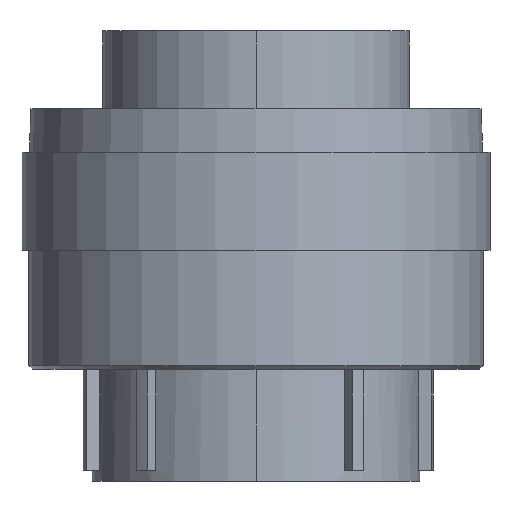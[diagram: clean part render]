
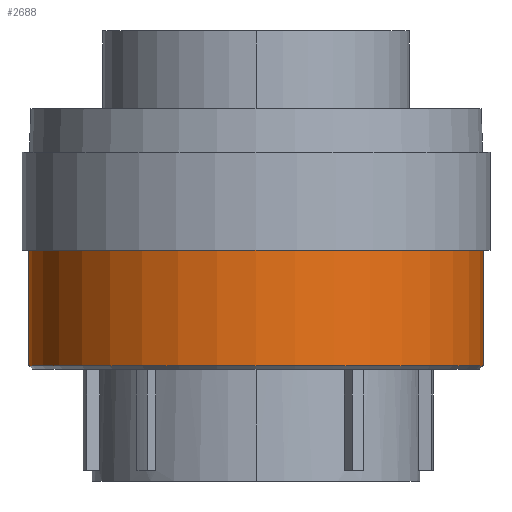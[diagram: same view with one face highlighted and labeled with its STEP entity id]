
A CAD part, front view. The second image highlights one B-rep face of the part: STEP entity #2688.
In plain terms, the highlighted cylindrical face has radius 16.65 mm (diameter 33.3 mm), a partial arc.
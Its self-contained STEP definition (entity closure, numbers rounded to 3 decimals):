
#365=CARTESIAN_POINT('',(0.,0.,-7.04));
#366=DIRECTION('',(0.,0.,-1.));
#367=DIRECTION('',(1.,0.,0.));
#368=AXIS2_PLACEMENT_3D('',#365,#366,#367);
#370=DIRECTION('',(0.,0.,-1.));
#371=VECTOR('',#370,8.45);
#372=CARTESIAN_POINT('',(-16.65,0.,1.41));
#373=LINE('',#372,#371);
#374=CARTESIAN_POINT('',(0.,0.,1.41));
#375=DIRECTION('',(0.,0.,-1.));
#376=DIRECTION('',(1.,0.,0.));
#377=AXIS2_PLACEMENT_3D('',#374,#375,#376);
#379=DIRECTION('',(0.,0.,-1.));
#380=VECTOR('',#379,8.45);
#381=CARTESIAN_POINT('',(16.65,0.,1.41));
#382=LINE('',#381,#380);
#2029=CARTESIAN_POINT('',(16.65,0.,1.41));
#2030=CARTESIAN_POINT('',(-16.65,0.,1.41));
#2031=VERTEX_POINT('',#2029);
#2032=VERTEX_POINT('',#2030);
#2037=CARTESIAN_POINT('',(16.65,0.,-7.04));
#2038=CARTESIAN_POINT('',(-16.65,0.,-7.04));
#2039=VERTEX_POINT('',#2037);
#2040=VERTEX_POINT('',#2038);
#2677=CARTESIAN_POINT('',(0.,0.,-8.245));
#2678=DIRECTION('',(0.,0.,1.));
#2679=DIRECTION('',(-1.,0.,0.));
#2680=AXIS2_PLACEMENT_3D('',#2677,#2678,#2679);
#2681=CYLINDRICAL_SURFACE('',#2680,16.65);
#2682=ORIENTED_EDGE('',*,*,#2671,.T.);
#2683=ORIENTED_EDGE('',*,*,#2627,.F.);
#2684=ORIENTED_EDGE('',*,*,#2612,.F.);
#2685=ORIENTED_EDGE('',*,*,#2624,.T.);
#2686=EDGE_LOOP('',(#2682,#2683,#2684,#2685));
#2687=FACE_OUTER_BOUND('',#2686,.F.);
#2688=ADVANCED_FACE('',(#2687),#2681,.T.);
#369=CIRCLE('',#368,16.65);
#378=CIRCLE('',#377,16.65);
#2612=EDGE_CURVE('',#2031,#2032,#378,.T.);
#2624=EDGE_CURVE('',#2031,#2039,#382,.T.);
#2627=EDGE_CURVE('',#2032,#2040,#373,.T.);
#2671=EDGE_CURVE('',#2039,#2040,#369,.T.);
